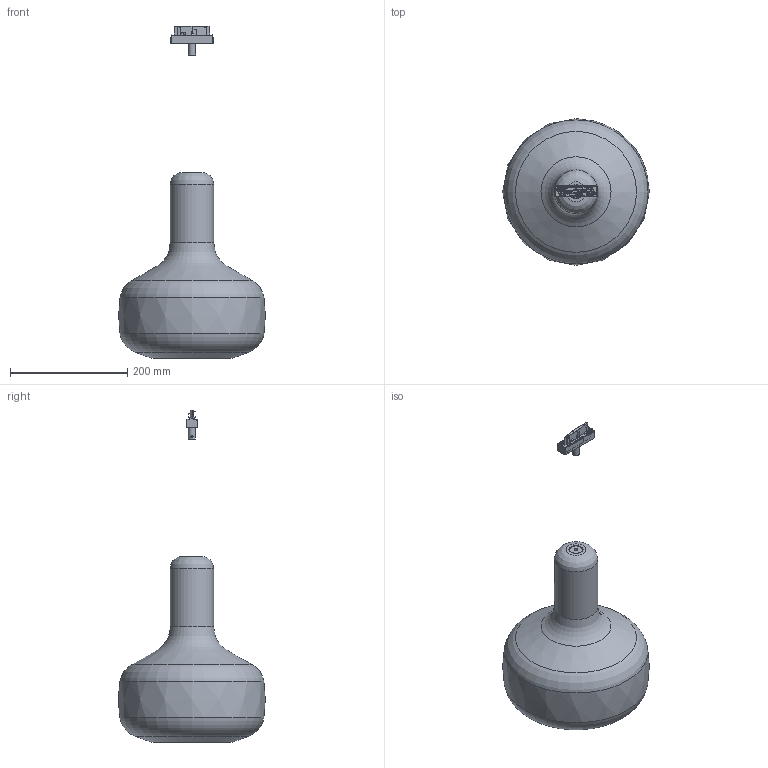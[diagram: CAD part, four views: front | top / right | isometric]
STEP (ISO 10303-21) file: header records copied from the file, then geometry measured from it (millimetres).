
FILE_DESCRIPTION(/* description */ ('This is a sample STEP configuration'),/* implementation_level */ '2;1');
FILE_NAME(/* name */ '257-02912xxxxxxxx SIMPLE.ipt_Rev_00.1.stp',/* time_stamp */ '2023-04-27T10:43:50+02:00',/* author */ ('powerJobs'),/* organization */ ('coolOrange'),/* preprocessor_version */ 'ST-DEVELOPER v19.2',/* originating_system */ 'Autodesk Inventor 2023',/* authorisation */ '');
FILE_SCHEMA (('AUTOMOTIVE_DESIGN { 1 0 10303 214 3 1 1 }'));
Length unit declared in the file: millimetre
Products named in the file (1): ENG000025791
Bounding box: 250 x 249.73 x 565.85 mm (x, y, z)
Volume: 1000084.8 mm3; surface area: 445595.8 mm2
Topology: 6 solids, 6 shells, 1379 faces, 3819 edges, 2418 vertices
Faces by surface type: plane 905, cylinder 210, bspline 126, cone 84, torus 43, sphere 11
Full cylindrical faces by diameter (mm): 2.3 x1, 2.459 x1, 2.5 x1, 2.9 x2, 3.3 x7, 4 x1, 5 x3, 5.2 x1, 5.5 x2, 5.7 x1, 6 x1, 6.3 x2, 7.2 x1, 12 x1, 24 x1, 50.75 x1, 52.75 x1, 65 x1, 74 x1
Entity records: 47811 total; most frequent: CARTESIAN_POINT 13504, ORIENTED_EDGE 7610, DIRECTION 6485, EDGE_CURVE 3805, LINE 2681, VECTOR 2681, VERTEX_POINT 2418, AXIS2_PLACEMENT_3D 1902
